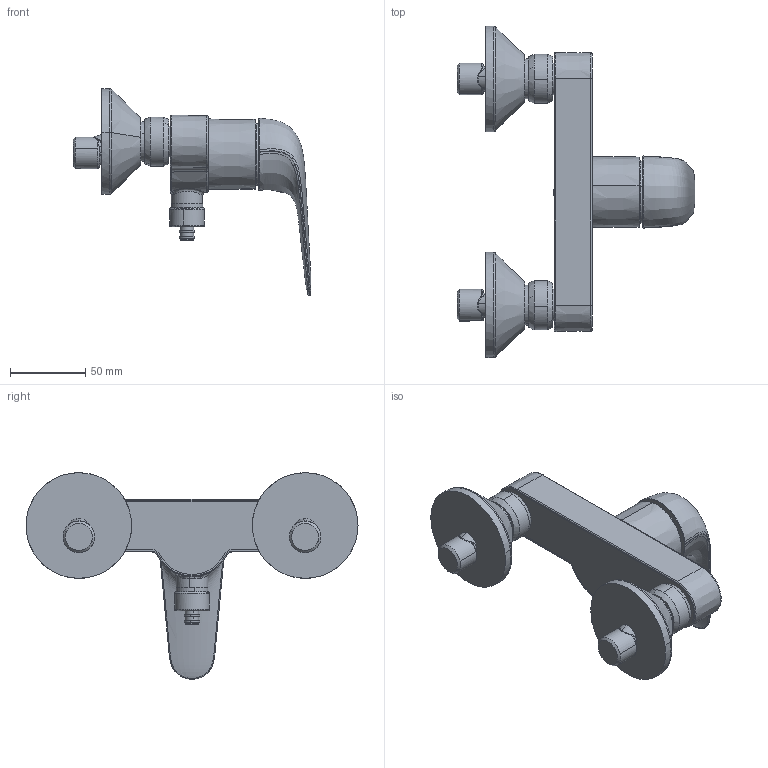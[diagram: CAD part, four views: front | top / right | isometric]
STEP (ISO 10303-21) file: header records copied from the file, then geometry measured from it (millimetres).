
FILE_DESCRIPTION(/* description */ ('AP214 STEP file'),/* implementation_level */ '2;1');
FILE_NAME(/* name */ '32740_out.stp',/* time_stamp */ '2025-02-18T10:49:40+01:00',/* author */ (''),/* organization */ (''),/* preprocessor_version */ 'ST-DEVELOPER v18.1',/* originating_system */ 'Elysium Co. Ltd. STEP Translator v8.3.0.0',/* authorisation */ '');
FILE_SCHEMA (('AUTOMOTIVE_DESIGN { 1 0 10303 214 3 1 1 }'));
Length unit declared in the file: millimetre
Products named in the file (1): 32740_extract
Bounding box: 157.65 x 220 x 136.9 mm (x, y, z)
Volume: 462740.4 mm3; surface area: 66146.6 mm2
Topology: 1 solids, 1 shells, 214 faces, 538 edges, 344 vertices
Faces by surface type: bspline 86, cylinder 47, torus 33, plane 29, cone 19
Entity records: 17085 total; most frequent: CARTESIAN_POINT 11118, ORIENTED_EDGE 1076, EDGE_CURVE 538, STYLED_ITEM 428, VERTEX_POINT 344, B_SPLINE_CURVE_WITH_KNOTS 316, AXIS2_PLACEMENT_3D 269, EDGE_LOOP 232
